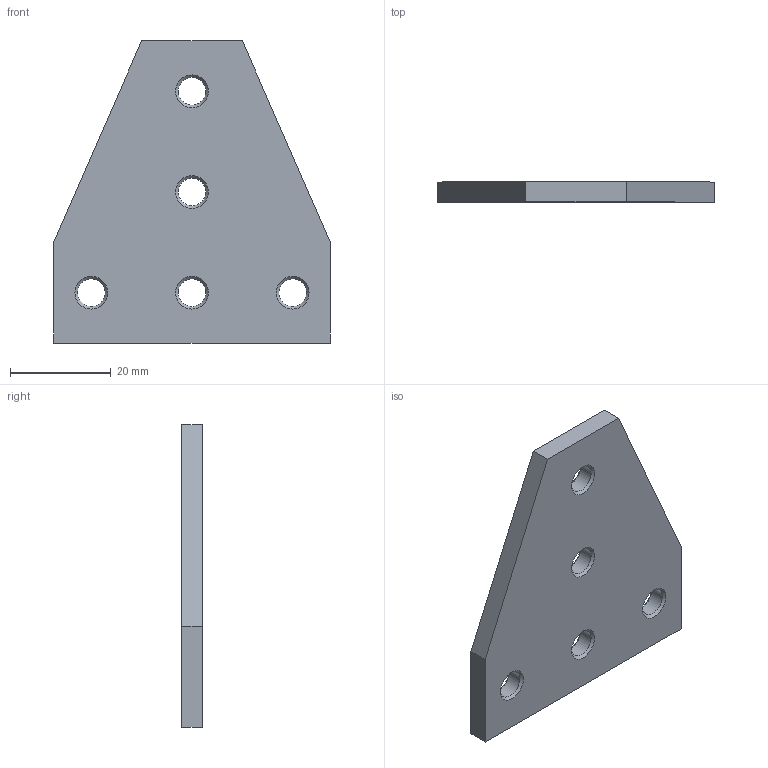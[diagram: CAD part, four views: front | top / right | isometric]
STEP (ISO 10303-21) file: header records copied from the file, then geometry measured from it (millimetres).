
FILE_DESCRIPTION(('FreeCAD Model'),'2;1');
FILE_NAME('Open CASCADE Shape Model','2021-12-12T20:37:24',('Author'),( ''),'Open CASCADE STEP processor 7.5','FreeCAD','Unknown');
FILE_SCHEMA(('AUTOMOTIVE_DESIGN { 1 0 10303 214 1 1 1 1 }'));
Length unit declared in the file: millimetre
Products named in the file (1): Plate
Bounding box: 55 x 4 x 60 mm (x, y, z)
Volume: 9901.9 mm3; surface area: 6069.9 mm2
Topology: 1 solids, 1 shells, 23 faces, 53 edges, 32 vertices
Faces by surface type: cone 10, plane 8, cylinder 5
Full cylindrical faces by diameter (mm): 5.5 x5
Entity records: 1318 total; most frequent: CARTESIAN_POINT 275, DIRECTION 167, ORIENTED_EDGE 106, PCURVE 106, DEFINITIONAL_REPRESENTATION 106, LINE 69, VECTOR 69, B_SPLINE_CURVE_WITH_KNOTS 60
